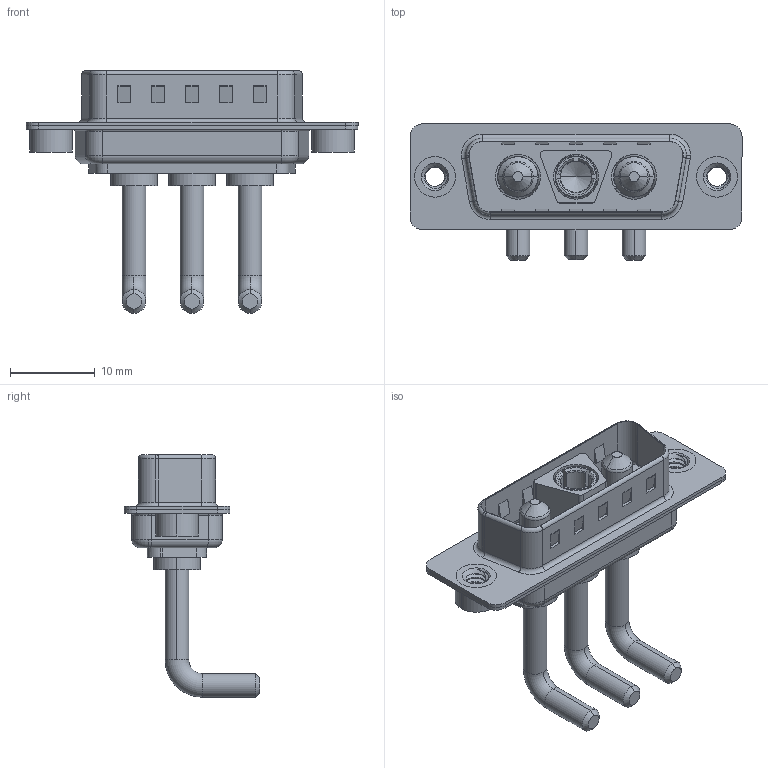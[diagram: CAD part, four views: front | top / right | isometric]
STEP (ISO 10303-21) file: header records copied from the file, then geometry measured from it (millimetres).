
FILE_DESCRIPTION (( 'STEP AP203' ), '1' );
FILE_NAME ('629-3WK3650-2NA.STEP', '2022-05-05T15:04:21', ( '' ), ( '' ), 'SwSTEP 2.0', 'SolidWorks 2020', '' );
FILE_SCHEMA (( 'CONFIG_CONTROL_DESIGN' ));
Length unit declared in the file: millimetre
Products named in the file (7): 629Combo Shell Rear_15 Contacts; Power Socket_Ext 20A RA; 629Combo Threaded Rivet_2; 629Combo Shell Front_15 Contacts; 629Combo Housing_3WK3; Power Pin_Ext 20A RA; 629-3WK3650-2NA
Assembly tree (8 placements, depth 2):
  629-3WK3650-2NA
    629Combo Housing_3WK3
    629Combo Shell Rear_15 Contacts
    629Combo Shell Front_15 Contacts
    629Combo Threaded Rivet_2  x2
    Power Socket_Ext 20A RA
    Power Pin_Ext 20A RA  x2
Bounding box: 39.2 x 16.05 x 28.63 mm (x, y, z)
Volume: 2486.4 mm3; surface area: 5550.9 mm2
Topology: 11 solids, 11 shells, 514 faces, 1274 edges, 801 vertices
Faces by surface type: cylinder 205, plane 193, torus 64, cone 43, bspline 9
Entity records: 15688 total; most frequent: CARTESIAN_POINT 4067, DIRECTION 2361, ORIENTED_EDGE 2214, EDGE_CURVE 1107, AXIS2_PLACEMENT_3D 892, VERTEX_POINT 701, LINE 577, VECTOR 577
